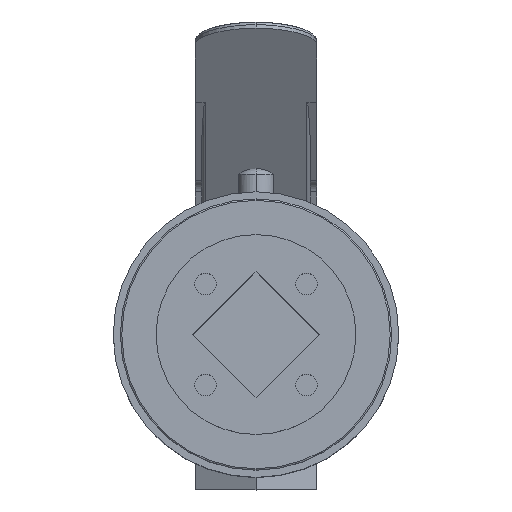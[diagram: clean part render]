
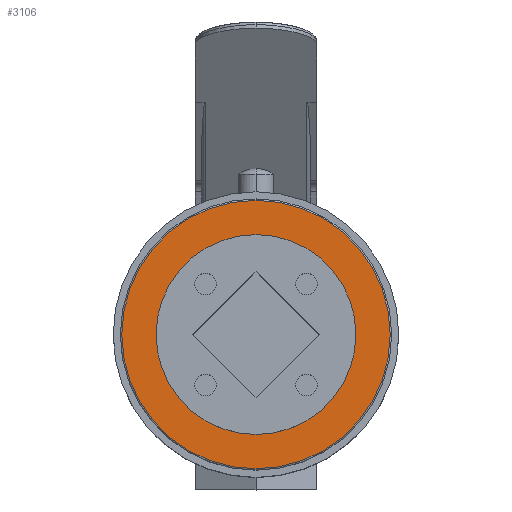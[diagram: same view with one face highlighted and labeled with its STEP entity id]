
A CAD part, top view. The second image highlights one B-rep face of the part: STEP entity #3106.
In plain terms, the highlighted planar face has unit normal (0, 0, 1).
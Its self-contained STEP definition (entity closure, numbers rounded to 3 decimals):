
#358=CARTESIAN_POINT('',(0.,0.,113.494));
#359=DIRECTION('',(0.,0.,1.));
#360=DIRECTION('',(0.,-1.,0.));
#361=AXIS2_PLACEMENT_3D('',#358,#359,#360);
#363=CARTESIAN_POINT('',(0.,0.,113.494));
#364=DIRECTION('',(0.,0.,1.));
#365=DIRECTION('',(0.,1.,0.));
#366=AXIS2_PLACEMENT_3D('',#363,#364,#365);
#368=CARTESIAN_POINT('',(0.,0.,113.494));
#369=DIRECTION('',(0.,0.,1.));
#370=DIRECTION('',(0.,1.,0.));
#371=AXIS2_PLACEMENT_3D('',#368,#369,#370);
#528=CARTESIAN_POINT('',(0.,0.,113.494));
#529=DIRECTION('',(0.,0.,-1.));
#530=DIRECTION('',(0.,1.,0.));
#531=AXIS2_PLACEMENT_3D('',#528,#529,#530);
#2012=CARTESIAN_POINT('',(0.,14.,113.494));
#2014=VERTEX_POINT('',#2012);
#2030=CARTESIAN_POINT('',(0.,-14.,113.494));
#2032=VERTEX_POINT('',#2030);
#2327=CARTESIAN_POINT('',(0.,-18.8,113.494));
#2328=CARTESIAN_POINT('',(0.,18.8,113.494));
#2329=VERTEX_POINT('',#2327);
#2330=VERTEX_POINT('',#2328);
#3089=CARTESIAN_POINT('',(0.,0.,113.494));
#3090=DIRECTION('',(0.,0.,1.));
#3091=DIRECTION('',(0.,1.,0.));
#3092=AXIS2_PLACEMENT_3D('',#3089,#3090,#3091);
#3093=PLANE('',#3092);
#3095=ORIENTED_EDGE('',*,*,#3094,.F.);
#3097=ORIENTED_EDGE('',*,*,#3096,.F.);
#3098=EDGE_LOOP('',(#3095,#3097));
#3099=FACE_OUTER_BOUND('',#3098,.F.);
#3101=ORIENTED_EDGE('',*,*,#3100,.T.);
#3103=ORIENTED_EDGE('',*,*,#3102,.F.);
#3104=EDGE_LOOP('',(#3101,#3103));
#3105=FACE_BOUND('',#3104,.F.);
#3106=ADVANCED_FACE('',(#3099,#3105),#3093,.T.);
#362=CIRCLE('',#361,18.8);
#367=CIRCLE('',#366,18.8);
#372=CIRCLE('',#371,14.);
#532=CIRCLE('',#531,14.);
#3094=EDGE_CURVE('',#2329,#2330,#362,.T.);
#3096=EDGE_CURVE('',#2330,#2329,#367,.T.);
#3100=EDGE_CURVE('',#2014,#2032,#372,.T.);
#3102=EDGE_CURVE('',#2014,#2032,#532,.T.);
